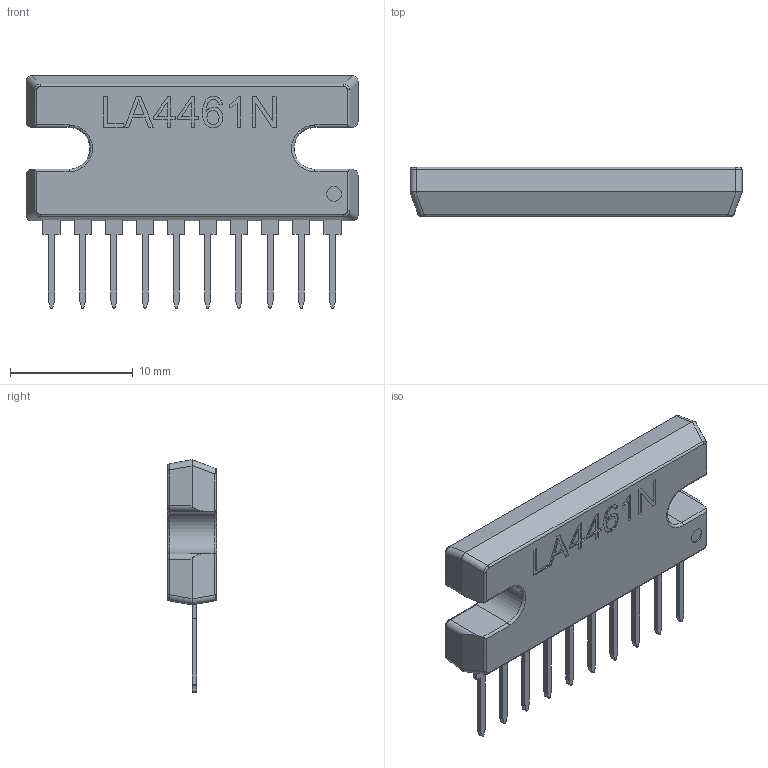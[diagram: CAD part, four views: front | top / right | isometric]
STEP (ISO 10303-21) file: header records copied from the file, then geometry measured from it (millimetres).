
FILE_DESCRIPTION(/* description */ (''),/* implementation_level */ '2;1');
FILE_NAME(/* name */ 'LA4461N.step',/* time_stamp */ '2021-08-05T20:51:57+02:00',/* author */ (''),/* organization */ (''),/* preprocessor_version */ 'ST-DEVELOPER v18.1',/* originating_system */ 'Autodesk Translation Framework v10.9.0.1377',/* authorisation */ '');
FILE_SCHEMA (('AUTOMOTIVE_DESIGN { 1 0 10303 214 3 1 1 }'));
Length unit declared in the file: millimetre
Products named in the file (1): SIP-10
Bounding box: 27 x 4 x 18.9 mm (x, y, z)
Volume: 1102.6 mm3; surface area: 1071.9 mm2
Topology: 11 solids, 11 shells, 339 faces, 875 edges, 570 vertices
Faces by surface type: plane 215, cylinder 75, bspline 41, torus 8
Full cylindrical faces by diameter (mm): 1.2 x1
Entity records: 10766 total; most frequent: CARTESIAN_POINT 2538, ORIENTED_EDGE 1750, DIRECTION 1575, EDGE_CURVE 875, LINE 641, VECTOR 641, VERTEX_POINT 570, AXIS2_PLACEMENT_3D 467
